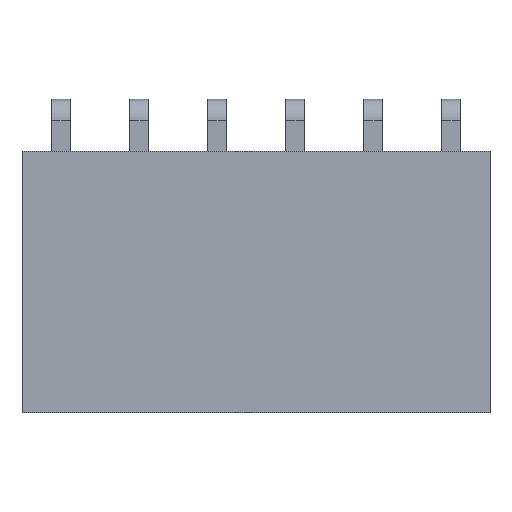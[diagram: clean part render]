
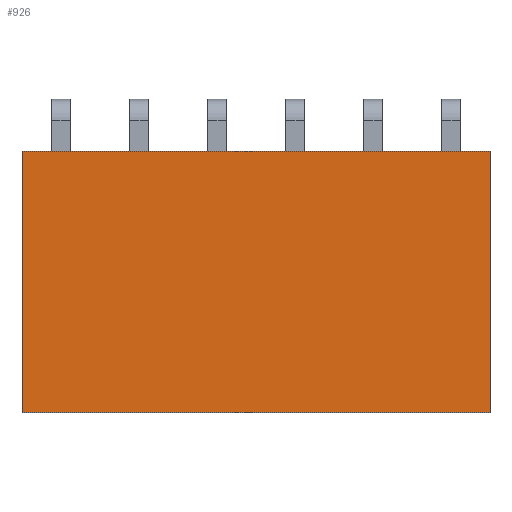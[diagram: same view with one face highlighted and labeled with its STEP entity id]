
A CAD part, top view. The second image highlights one B-rep face of the part: STEP entity #926.
In plain terms, the highlighted planar face has unit normal (0, 0, 1).
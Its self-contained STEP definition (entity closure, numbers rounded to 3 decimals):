
#926=ADVANCED_FACE('',(#3978),#3980,.T.);
#3978=FACE_BOUND('',#3979,.T.);
#3979=EDGE_LOOP('',(#6425,#6426,#6427,#6428));
#3980=PLANE('',#3981);
#3981=AXIS2_PLACEMENT_3D('',#3982,#3983,#3984);
#3982=CARTESIAN_POINT('',(1.27,-1.5,2.54));
#3983=DIRECTION('',(0.,0.,1.));
#3984=DIRECTION('',(-1.,0.,0.));
#6425=ORIENTED_EDGE('',*,*,#8049,.T.);
#6426=ORIENTED_EDGE('',*,*,#8147,.F.);
#6427=ORIENTED_EDGE('',*,*,#8056,.F.);
#6428=ORIENTED_EDGE('',*,*,#8172,.T.);
#8049=EDGE_CURVE('',#9229,#9227,#9230,.T.);
#8056=EDGE_CURVE('',#9239,#9241,#9242,.T.);
#8147=EDGE_CURVE('',#9241,#9227,#9395,.T.);
#8172=EDGE_CURVE('',#9239,#9229,#9444,.T.);
#9227=VERTEX_POINT('',#11417);
#9229=VERTEX_POINT('',#11421);
#9230=LINE('',#11422,#11423);
#9239=VERTEX_POINT('',#11443);
#9241=VERTEX_POINT('',#11447);
#9242=LINE('',#11448,#11449);
#9395=LINE('',#11787,#11788);
#9444=LINE('',#11886,#11887);
#11417=CARTESIAN_POINT('',(-1.27,-10.,2.54));
#11421=CARTESIAN_POINT('',(-1.27,-1.5,2.54));
#11422=CARTESIAN_POINT('',(-1.27,-1.5,2.54));
#11423=VECTOR('',#11424,1.);
#11424=DIRECTION('',(0.,-1.,0.));
#11443=CARTESIAN_POINT('',(13.97,-1.5,2.54));
#11447=CARTESIAN_POINT('',(13.97,-10.,2.54));
#11448=CARTESIAN_POINT('',(13.97,-1.5,2.54));
#11449=VECTOR('',#11450,1.);
#11450=DIRECTION('',(0.,-1.,0.));
#11787=CARTESIAN_POINT('',(13.97,-10.,2.54));
#11788=VECTOR('',#11789,1.);
#11789=DIRECTION('',(-1.,0.,0.));
#11886=CARTESIAN_POINT('',(13.97,-1.5,2.54));
#11887=VECTOR('',#11888,1.);
#11888=DIRECTION('',(-1.,0.,0.));
